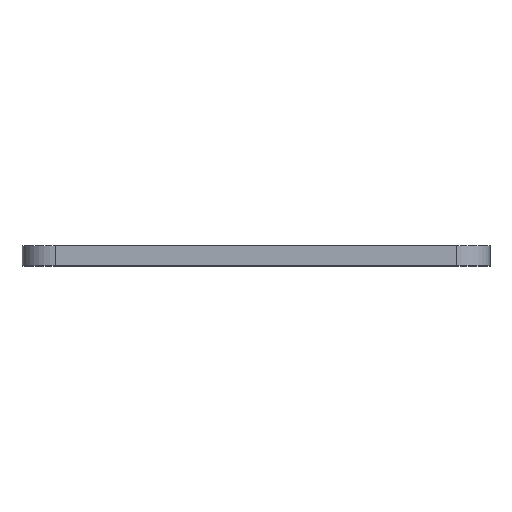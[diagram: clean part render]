
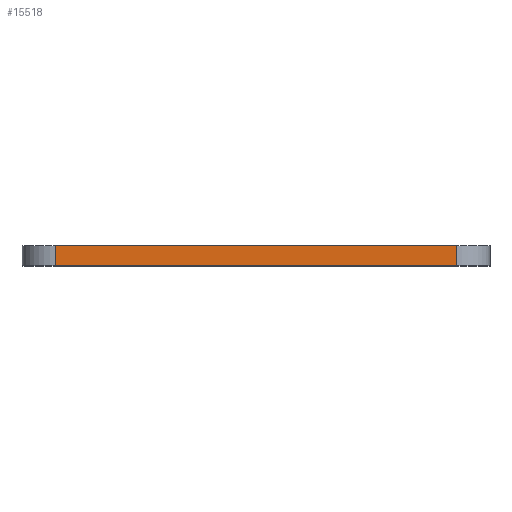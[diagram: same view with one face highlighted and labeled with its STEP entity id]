
A CAD part, top view. The second image highlights one B-rep face of the part: STEP entity #15518.
In plain terms, the highlighted planar face has unit normal (0, 0, 1).
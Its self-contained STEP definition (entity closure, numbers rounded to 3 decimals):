
#505 = VECTOR ( 'NONE', #17696, 1000. ) ;
#718 = LINE ( 'NONE', #14539, #15879 ) ;
#811 = EDGE_CURVE ( 'NONE', #1360, #15213, #15533, .T. ) ;
#1360 = VERTEX_POINT ( 'NONE', #21248 ) ;
#1842 = VERTEX_POINT ( 'NONE', #9232 ) ;
#2230 = DIRECTION ( 'NONE',  ( 0., 1., 0. ) ) ;
#2337 = CARTESIAN_POINT ( 'NONE',  ( 30., 5.032, 40. ) ) ;
#3138 = ORIENTED_EDGE ( 'NONE', *, *, #811, .T. ) ;
#4140 = VECTOR ( 'NONE', #2230, 1000. ) ;
#5101 = DIRECTION ( 'NONE',  ( -1., 0., 0. ) ) ;
#5245 = VECTOR ( 'NONE', #15728, 1000. ) ;
#6095 = CARTESIAN_POINT ( 'NONE',  ( 30., 2.032, 40. ) ) ;
#6853 = CARTESIAN_POINT ( 'NONE',  ( 35., 5.032, 40. ) ) ;
#8182 = DIRECTION ( 'NONE',  ( 1., 0., 0. ) ) ;
#8669 = ORIENTED_EDGE ( 'NONE', *, *, #15085, .F. ) ;
#9232 = CARTESIAN_POINT ( 'NONE',  ( 30., 5.032, 40. ) ) ;
#11714 = ORIENTED_EDGE ( 'NONE', *, *, #21092, .T. ) ;
#12417 = VERTEX_POINT ( 'NONE', #6095 ) ;
#14296 = CARTESIAN_POINT ( 'NONE',  ( -30., 5.032, 40. ) ) ;
#14539 = CARTESIAN_POINT ( 'NONE',  ( 35., 5.032, 40. ) ) ;
#14910 = ORIENTED_EDGE ( 'NONE', *, *, #17628, .T. ) ;
#15085 = EDGE_CURVE ( 'NONE', #1360, #1842, #718, .T. ) ;
#15213 = VERTEX_POINT ( 'NONE', #18588 ) ;
#15518 = ADVANCED_FACE ( 'NONE', ( #18476 ), #18584, .F. ) ;
#15533 = LINE ( 'NONE', #14296, #505 ) ;
#15540 = LINE ( 'NONE', #2337, #4140 ) ;
#15728 = DIRECTION ( 'NONE',  ( 1., 0., 0. ) ) ;
#15879 = VECTOR ( 'NONE', #8182, 1000. ) ;
#17158 = CARTESIAN_POINT ( 'NONE',  ( 35., 2.032, 40. ) ) ;
#17579 = LINE ( 'NONE', #17158, #5245 ) ;
#17628 = EDGE_CURVE ( 'NONE', #12417, #1842, #15540, .T. ) ;
#17632 = AXIS2_PLACEMENT_3D ( 'NONE', #6853, #20131, #5101 ) ;
#17696 = DIRECTION ( 'NONE',  ( 0., -1., 0. ) ) ;
#18476 = FACE_OUTER_BOUND ( 'NONE', #19804, .T. ) ;
#18584 = PLANE ( 'NONE',  #17632 ) ;
#18588 = CARTESIAN_POINT ( 'NONE',  ( -30., 2.032, 40. ) ) ;
#19804 = EDGE_LOOP ( 'NONE', ( #8669, #3138, #11714, #14910 ) ) ;
#20131 = DIRECTION ( 'NONE',  ( 0., 0., -1. ) ) ;
#21092 = EDGE_CURVE ( 'NONE', #15213, #12417, #17579, .T. ) ;
#21248 = CARTESIAN_POINT ( 'NONE',  ( -30., 5.032, 40. ) ) ;
